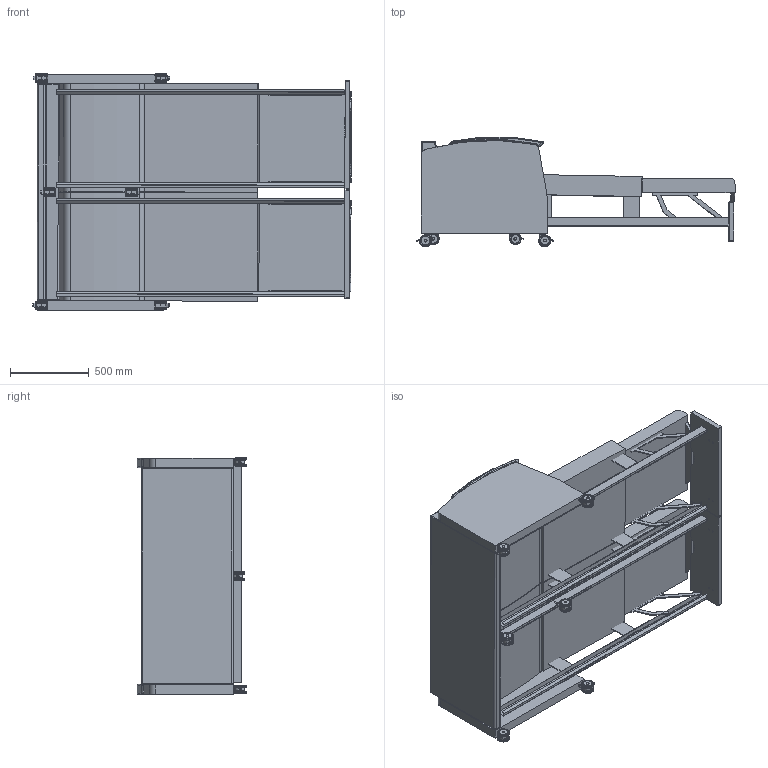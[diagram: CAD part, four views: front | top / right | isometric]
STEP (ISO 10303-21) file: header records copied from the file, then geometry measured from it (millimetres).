
FILE_DESCRIPTION(/* description */ (''),/* implementation_level */ '2;1');
FILE_NAME(/* name */ 'R1722U-W sleeper (SYMBOL).stp',/* time_stamp */ '2017-03-24T13:02:19-04:00',/* author */ ('emerkel'),/* organization */ (''),/* preprocessor_version */ 'ST-DEVELOPER v16.5',/* originating_system */ 'Autodesk Inventor 2017',/* authorisation */ '');
FILE_SCHEMA (('AUTOMOTIVE_DESIGN { 1 0 10303 214 3 1 1 }'));
Length unit declared in the file: inch
Products named in the file (18): R1722U-W sleeper (SYMBOL); E0800 ACARML; E0800 ACARMR; UOBACK 0722; UFBACK E0700; USEAT 0700; USEATX 0700; UPOUT 0700; USEATX BRKT; CHANNELS; CHNL BRKT 4X.25; E1010-1 MAC BLK-A; CAST COL 3"LC; CAST COL LOCK; CAST COL 3IN CENTER; CAST COL 3IN WHEEL; CAST COL 3IN INNER WHEEL; CSTR STEM 1.5C
Assembly tree (42 placements, depth 3):
  R1722U-W sleeper (SYMBOL)
    E0800 ACARML
    E0800 ACARMR
    UOBACK 0722
    UFBACK E0700  x2
    USEAT 0700  x2
    USEATX 0700  x2
    UPOUT 0700  x2
    USEATX BRKT  x4
    CHANNELS  x4
    CHNL BRKT 4X.25  x8
    CAST COL 3"LC  x6
      CAST COL 3IN WHEEL
      CAST COL LOCK
      CAST COL 3IN CENTER
      CAST COL 3IN INNER WHEEL
      CSTR STEM 1.5C
    E1010-1 MAC BLK-A  x2
Bounding box: 2018.85 x 694.74 x 1499.99 mm (x, y, z)
Volume: 444195650.7 mm3; surface area: 14499328.3 mm2
Topology: 71 solids, 71 shells, 1267 faces, 2759 edges, 1714 vertices
Faces by surface type: plane 480, cylinder 435, torus 244, sphere 60, bspline 30, cone 18
Full cylindrical faces by diameter (mm): 7.938 x17, 8.89 x6, 9.525 x6, 10.998 x6, 11.112 x8, 17.462 x6, 17.475 x6, 17.526 x12, 20.747 x6, 55.88 x12, 55.956 x12, 75.006 x12
Entity records: 10579 total; most frequent: CARTESIAN_POINT 2938, DIRECTION 1586, ORIENTED_EDGE 1342, EDGE_CURVE 671, AXIS2_PLACEMENT_3D 628, VERTEX_POINT 443, EDGE_LOOP 388, LINE 330
